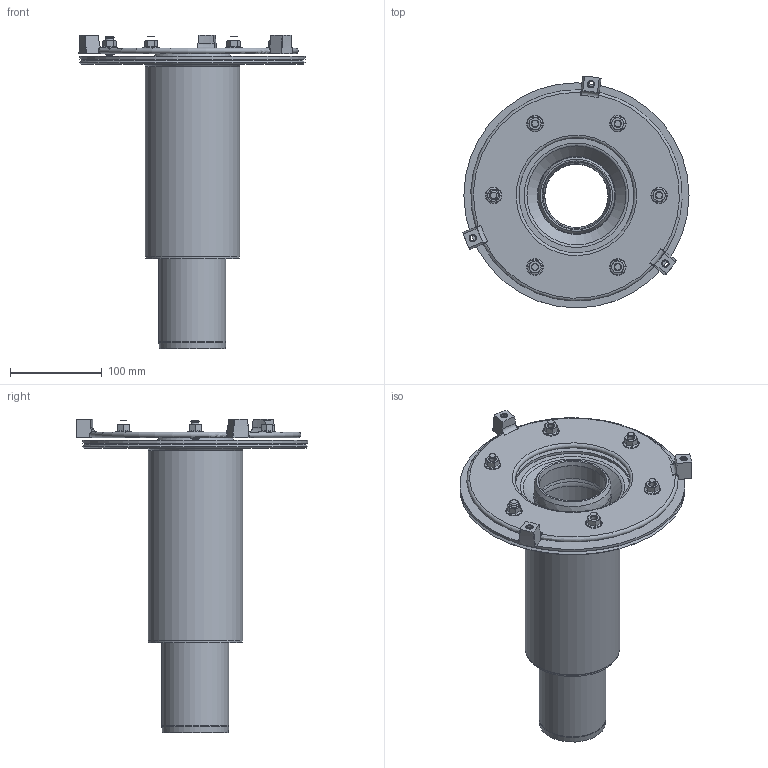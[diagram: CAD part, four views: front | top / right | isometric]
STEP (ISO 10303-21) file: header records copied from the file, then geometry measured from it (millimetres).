
FILE_DESCRIPTION(/* description */ (''),/* implementation_level */ '2;1');
FILE_NAME(/* name */ '22992.070X_3D.stp',/* time_stamp */ '2024-12-12T09:30:03+01:00',/* author */ ('CAD'),/* organization */ (''),/* preprocessor_version */ 'ST-DEVELOPER v20',/* originating_system */ 'AutoCAD Mechanical',/* authorisation */ '');
FILE_SCHEMA (('AUTOMOTIVE_DESIGN { 1 0 10303 214 3 1 1 }'));
Length unit declared in the file: millimetre
Products named in the file (2): Product; *S4
Assembly tree (1 placements, depth 2):
  Product
    *S4
Bounding box: 245.93 x 252.29 x 341 mm (x, y, z)
Volume: 1260977.9 mm3; surface area: 671496.6 mm2
Topology: 24 solids, 24 shells, 480 faces, 1024 edges, 607 vertices
Faces by surface type: cone 257, plane 106, cylinder 64, torus 34, bspline 19
Full cylindrical faces by diameter (mm): 6.647 x6, 7 x6, 8 x12, 13 x6, 16 x6, 70 x1, 73 x3, 75.8 x1, 75.973 x1, 78.746 x1, 78.8 x2, 80.5 x1, 80.8 x2, 83.8 x1, 100 x2, 102 x1, 103 x1, 125 x1, 245 x1
Entity records: 14939 total; most frequent: CARTESIAN_POINT 4348, DIRECTION 2329, ORIENTED_EDGE 2044, EDGE_CURVE 1022, AXIS2_PLACEMENT_3D 997, VERTEX_POINT 603, EDGE_LOOP 557, CIRCLE 515
